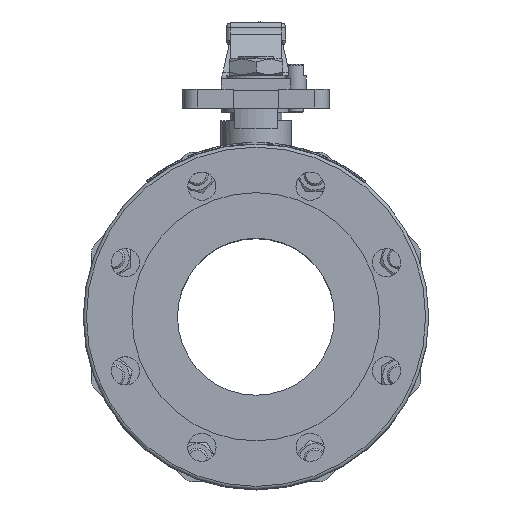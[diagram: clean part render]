
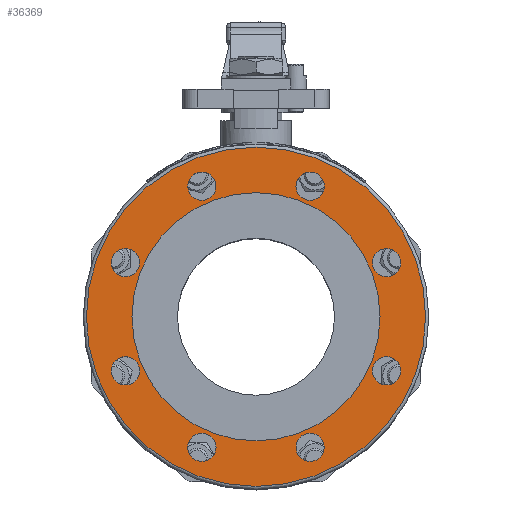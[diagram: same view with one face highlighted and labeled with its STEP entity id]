
A CAD part, top view. The second image highlights one B-rep face of the part: STEP entity #36369.
In plain terms, the highlighted planar face has unit normal (0, 0, 1).
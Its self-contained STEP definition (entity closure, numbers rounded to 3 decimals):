
#8246=FACE_BOUND('',#11913,.T.);
#8247=FACE_BOUND('',#11914,.T.);
#8248=FACE_BOUND('',#11915,.T.);
#8249=FACE_BOUND('',#11916,.T.);
#8250=FACE_BOUND('',#11917,.T.);
#8251=FACE_BOUND('',#11918,.T.);
#8252=FACE_BOUND('',#11919,.T.);
#8253=FACE_BOUND('',#11920,.T.);
#8254=FACE_BOUND('',#11921,.T.);
#9742=FACE_OUTER_BOUND('',#11912,.T.);
#11912=EDGE_LOOP('',(#29084));
#11913=EDGE_LOOP('',(#29085));
#11914=EDGE_LOOP('',(#29086));
#11915=EDGE_LOOP('',(#29087));
#11916=EDGE_LOOP('',(#29088));
#11917=EDGE_LOOP('',(#29089));
#11918=EDGE_LOOP('',(#29090));
#11919=EDGE_LOOP('',(#29091));
#11920=EDGE_LOOP('',(#29092));
#11921=EDGE_LOOP('',(#29093));
#13183=CIRCLE('',#38348,108.);
#13184=CIRCLE('',#38350,79.);
#13185=CIRCLE('',#38351,9.);
#13186=CIRCLE('',#38352,9.);
#13187=CIRCLE('',#38353,9.);
#13188=CIRCLE('',#38354,9.);
#13189=CIRCLE('',#38355,9.);
#13190=CIRCLE('',#38356,9.);
#13191=CIRCLE('',#38357,9.);
#13192=CIRCLE('',#38358,9.);
#15904=VERTEX_POINT('',#65697);
#15905=VERTEX_POINT('',#65700);
#15906=VERTEX_POINT('',#65702);
#15907=VERTEX_POINT('',#65704);
#15908=VERTEX_POINT('',#65706);
#15909=VERTEX_POINT('',#65708);
#15910=VERTEX_POINT('',#65710);
#15911=VERTEX_POINT('',#65712);
#15912=VERTEX_POINT('',#65714);
#15913=VERTEX_POINT('',#65716);
#20510=EDGE_CURVE('',#15904,#15904,#13183,.T.);
#20511=EDGE_CURVE('',#15905,#15905,#13184,.T.);
#20512=EDGE_CURVE('',#15906,#15906,#13185,.T.);
#20513=EDGE_CURVE('',#15907,#15907,#13186,.T.);
#20514=EDGE_CURVE('',#15908,#15908,#13187,.T.);
#20515=EDGE_CURVE('',#15909,#15909,#13188,.T.);
#20516=EDGE_CURVE('',#15910,#15910,#13189,.T.);
#20517=EDGE_CURVE('',#15911,#15911,#13190,.T.);
#20518=EDGE_CURVE('',#15912,#15912,#13191,.T.);
#20519=EDGE_CURVE('',#15913,#15913,#13192,.T.);
#29084=ORIENTED_EDGE('',*,*,#20510,.F.);
#29085=ORIENTED_EDGE('',*,*,#20511,.T.);
#29086=ORIENTED_EDGE('',*,*,#20512,.T.);
#29087=ORIENTED_EDGE('',*,*,#20513,.T.);
#29088=ORIENTED_EDGE('',*,*,#20514,.T.);
#29089=ORIENTED_EDGE('',*,*,#20515,.T.);
#29090=ORIENTED_EDGE('',*,*,#20516,.T.);
#29091=ORIENTED_EDGE('',*,*,#20517,.T.);
#29092=ORIENTED_EDGE('',*,*,#20518,.T.);
#29093=ORIENTED_EDGE('',*,*,#20519,.T.);
#32844=PLANE('',#38349);
#36369=ADVANCED_FACE('',(#9742,#8246,#8247,#8248,#8249,#8250,#8251,#8252,
#8253,#8254),#32844,.F.);
#38348=AXIS2_PLACEMENT_3D('',#65698,#43645,#43646);
#38349=AXIS2_PLACEMENT_3D('',#65699,#43647,#43648);
#38350=AXIS2_PLACEMENT_3D('',#65701,#43649,#43650);
#38351=AXIS2_PLACEMENT_3D('',#65703,#43651,#43652);
#38352=AXIS2_PLACEMENT_3D('',#65705,#43653,#43654);
#38353=AXIS2_PLACEMENT_3D('',#65707,#43655,#43656);
#38354=AXIS2_PLACEMENT_3D('',#65709,#43657,#43658);
#38355=AXIS2_PLACEMENT_3D('',#65711,#43659,#43660);
#38356=AXIS2_PLACEMENT_3D('',#65713,#43661,#43662);
#38357=AXIS2_PLACEMENT_3D('',#65715,#43663,#43664);
#38358=AXIS2_PLACEMENT_3D('',#65717,#43665,#43666);
#43645=DIRECTION('center_axis',(0.,0.,-1.));
#43646=DIRECTION('ref_axis',(1.,0.,0.));
#43647=DIRECTION('center_axis',(0.,0.,-1.));
#43648=DIRECTION('ref_axis',(-1.,0.,0.));
#43649=DIRECTION('center_axis',(0.,0.,-1.));
#43650=DIRECTION('ref_axis',(1.,0.,0.));
#43651=DIRECTION('center_axis',(0.,0.,-1.));
#43652=DIRECTION('ref_axis',(1.,0.,0.));
#43653=DIRECTION('center_axis',(0.,0.,-1.));
#43654=DIRECTION('ref_axis',(0.707,-0.707,0.));
#43655=DIRECTION('center_axis',(0.,0.,-1.));
#43656=DIRECTION('ref_axis',(0.,-1.,0.));
#43657=DIRECTION('center_axis',(0.,0.,-1.));
#43658=DIRECTION('ref_axis',(-0.707,-0.707,0.));
#43659=DIRECTION('center_axis',(0.,0.,-1.));
#43660=DIRECTION('ref_axis',(-1.,0.,0.));
#43661=DIRECTION('center_axis',(0.,0.,-1.));
#43662=DIRECTION('ref_axis',(-0.707,0.707,0.));
#43663=DIRECTION('center_axis',(0.,0.,-1.));
#43664=DIRECTION('ref_axis',(0.,1.,0.));
#43665=DIRECTION('center_axis',(0.,0.,-1.));
#43666=DIRECTION('ref_axis',(0.707,0.707,0.));
#65697=CARTESIAN_POINT('',(-108.,0.,187.));
#65698=CARTESIAN_POINT('Origin',(0.,0.,187.));
#65699=CARTESIAN_POINT('Origin',(0.,0.,187.));
#65700=CARTESIAN_POINT('',(-79.,0.,187.));
#65701=CARTESIAN_POINT('Origin',(0.,0.,187.));
#65702=CARTESIAN_POINT('',(-92.149,34.442,187.));
#65703=CARTESIAN_POINT('Origin',(-83.149,34.442,187.));
#65704=CARTESIAN_POINT('',(-40.805,89.513,187.));
#65705=CARTESIAN_POINT('Origin',(-34.442,83.149,187.));
#65706=CARTESIAN_POINT('',(34.442,92.149,187.));
#65707=CARTESIAN_POINT('Origin',(34.442,83.149,187.));
#65708=CARTESIAN_POINT('',(89.513,40.805,187.));
#65709=CARTESIAN_POINT('Origin',(83.149,34.442,187.));
#65710=CARTESIAN_POINT('',(92.149,-34.442,187.));
#65711=CARTESIAN_POINT('Origin',(83.149,-34.442,187.));
#65712=CARTESIAN_POINT('',(40.805,-89.513,187.));
#65713=CARTESIAN_POINT('Origin',(34.442,-83.149,187.));
#65714=CARTESIAN_POINT('',(-34.442,-92.149,187.));
#65715=CARTESIAN_POINT('Origin',(-34.442,-83.149,187.));
#65716=CARTESIAN_POINT('',(-89.513,-40.805,187.));
#65717=CARTESIAN_POINT('Origin',(-83.149,-34.442,187.));
